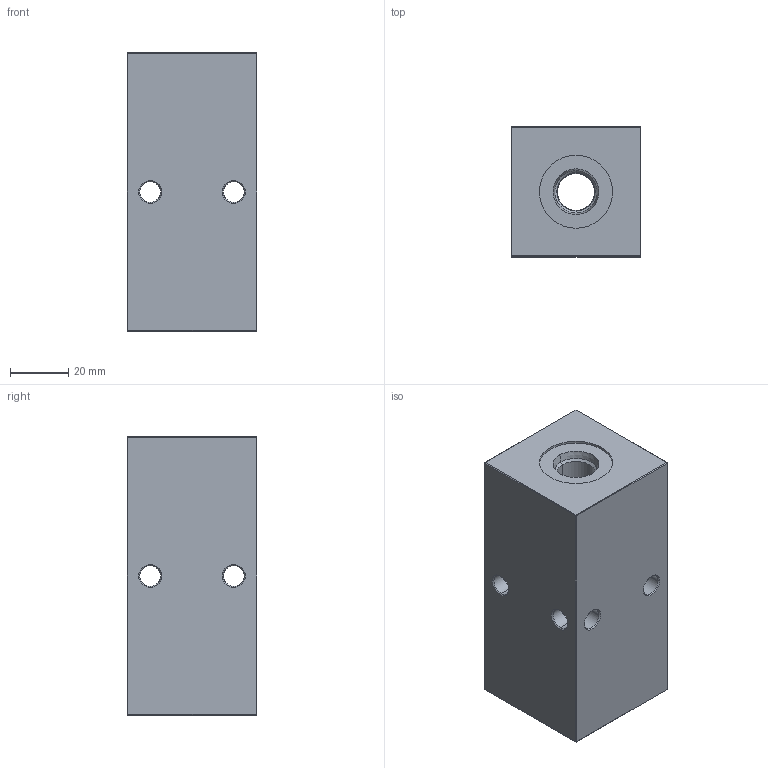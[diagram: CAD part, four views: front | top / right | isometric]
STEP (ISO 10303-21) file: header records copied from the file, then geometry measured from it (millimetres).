
FILE_DESCRIPTION (( 'STEP AP203' ), '1' );
FILE_NAME ('HM-2-0-S-6-6.STEP', '2020-09-30T18:16:40', ( '' ), ( '' ), 'SwSTEP 2.0', 'SolidWorks 2019', '' );
FILE_SCHEMA (( 'CONFIG_CONTROL_DESIGN' ));
Length unit declared in the file: inch
Products named in the file (1): HM-2-0-S-6-6
Bounding box: 44.45 x 44.45 x 95.25 mm (x, y, z)
Volume: 163511.3 mm3; surface area: 28171.6 mm2
Topology: 1 solids, 1 shells, 504 faces, 1313 edges, 848 vertices
Faces by surface type: plane 226, bspline 192, cylinder 46, cone 40
Entity records: 24562 total; most frequent: CARTESIAN_POINT 13506, ORIENTED_EDGE 2626, DIRECTION 1593, EDGE_CURVE 1313, VERTEX_POINT 848, VECTOR 779, LINE 779, EDGE_LOOP 563
